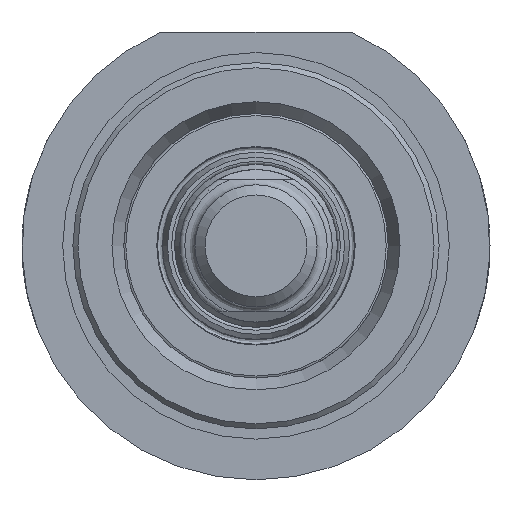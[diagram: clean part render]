
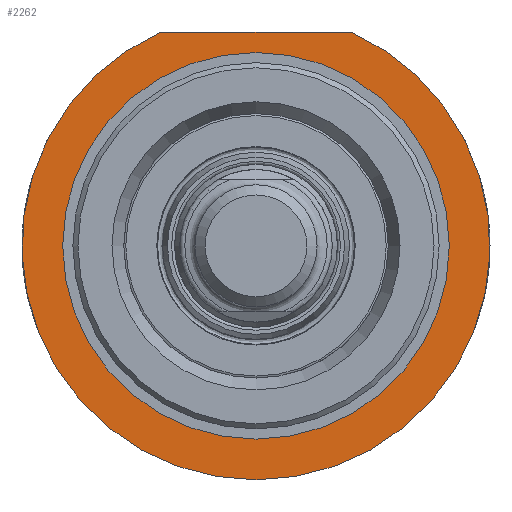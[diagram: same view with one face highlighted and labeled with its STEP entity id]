
A CAD part, front view. The second image highlights one B-rep face of the part: STEP entity #2262.
In plain terms, the highlighted planar face has unit normal (0, -1, 0).
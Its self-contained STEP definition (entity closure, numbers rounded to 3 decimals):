
#2227=CARTESIAN_POINT('',(0.,-79.75,1.74));
#2228=DIRECTION('',(0.0,-1.0,0.0));
#2229=DIRECTION('',(0.0,0.0,-1.0));
#2230=AXIS2_PLACEMENT_3D('',#2227,#2228,#2229);
#2231=PLANE('',#2230);
#2232=CARTESIAN_POINT('',(-9.381,-79.75,21.0));
#2233=VERTEX_POINT('',#2232);
#2234=CARTESIAN_POINT('',(9.381,-79.75,21.0));
#2235=VERTEX_POINT('',#2234);
#2236=CARTESIAN_POINT('',(-9.381,-79.75,21.0));
#2237=DIRECTION('',(1.0,0.0,0.0));
#2238=VECTOR('',#2237,18.762);
#2239=LINE('',#2236,#2238);
#2240=EDGE_CURVE('',#2233,#2235,#2239,.T.);
#2241=ORIENTED_EDGE('',*,*,#2240,.F.);
#2242=CARTESIAN_POINT('',(0.0,-79.75,0.0));
#2243=DIRECTION('',(0.0,1.0,0.0));
#2244=DIRECTION('',(-0.408,0.0,0.913));
#2245=AXIS2_PLACEMENT_3D('',#2242,#2243,#2244);
#2246=CIRCLE('',#2245,23.0);
#2247=EDGE_CURVE('',#2235,#2233,#2246,.T.);
#2248=ORIENTED_EDGE('',*,*,#2247,.F.);
#2249=EDGE_LOOP('',(#2241,#2248));
#2250=FACE_OUTER_BOUND('',#2249,.T.);
#2251=CARTESIAN_POINT('',(0.0,-79.75,19.0));
#2252=VERTEX_POINT('',#2251);
#2253=CARTESIAN_POINT('',(0.0,-79.75,0.0));
#2254=DIRECTION('',(0.0,1.0,0.0));
#2255=DIRECTION('',(0.0,0.0,1.0));
#2256=AXIS2_PLACEMENT_3D('',#2253,#2254,#2255);
#2257=CIRCLE('',#2256,19.0);
#2258=EDGE_CURVE('',#2252,#2252,#2257,.T.);
#2259=ORIENTED_EDGE('',*,*,#2258,.T.);
#2260=EDGE_LOOP('',(#2259));
#2261=FACE_BOUND('',#2260,.T.);
#2262=ADVANCED_FACE('',(#2250,#2261),#2231,.T.);
